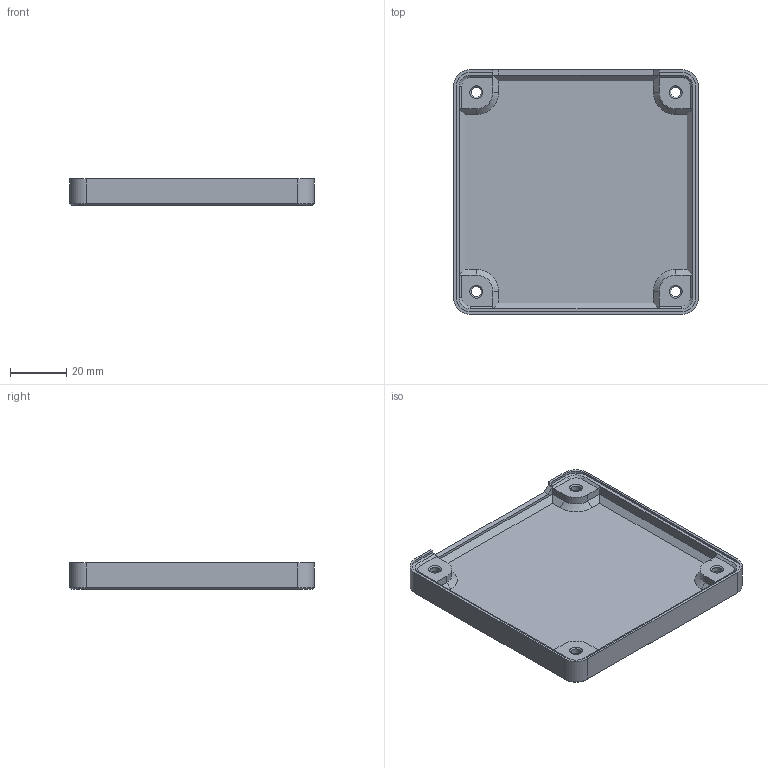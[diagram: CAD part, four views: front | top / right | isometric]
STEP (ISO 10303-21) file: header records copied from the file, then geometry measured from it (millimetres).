
FILE_DESCRIPTION(/* description */ (''),/* implementation_level */ '2;1');
FILE_NAME(/* name */ 'Kitsune Plus Plus bottom - v1.0 - clover.step',/* time_stamp */ '2025-11-23T13:10:34Z',/* author */ (''),/* organization */ (''),/* preprocessor_version */ 'ST-DEVELOPER v20.1',/* originating_system */ 'Autodesk Translation Framework v14.17.0.0',/* authorisation */ '');
FILE_SCHEMA (('AUTOMOTIVE_DESIGN { 1 0 10303 214 3 1 1 }'));
Length unit declared in the file: millimetre
Products named in the file (1): Kitsune Plus Plus bottom
Bounding box: 87.28 x 87.28 x 9.4 mm (x, y, z)
Volume: 28387.6 mm3; surface area: 20848.4 mm2
Topology: 1 solids, 1 shells, 1208 faces, 3267 edges, 2148 vertices
Faces by surface type: plane 624, bspline 536, cone 24, cylinder 24
Full cylindrical faces by diameter (mm): 3.6 x4, 4.5 x4, 5.2 x4
Entity records: 42496 total; most frequent: CARTESIAN_POINT 15736, ORIENTED_EDGE 6534, DIRECTION 3617, EDGE_CURVE 3267, VERTEX_POINT 2148, LINE 2119, VECTOR 2119, EDGE_LOOP 1303
